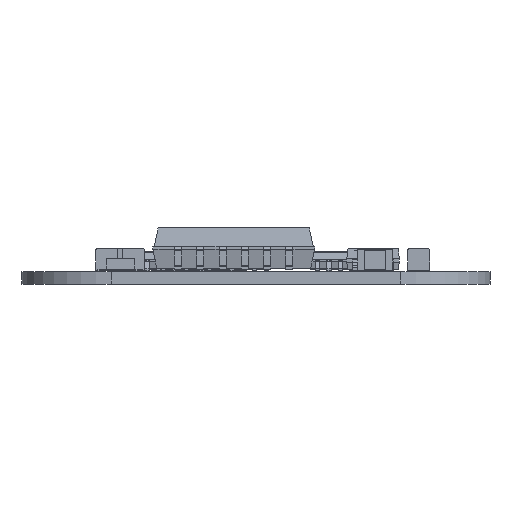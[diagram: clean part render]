
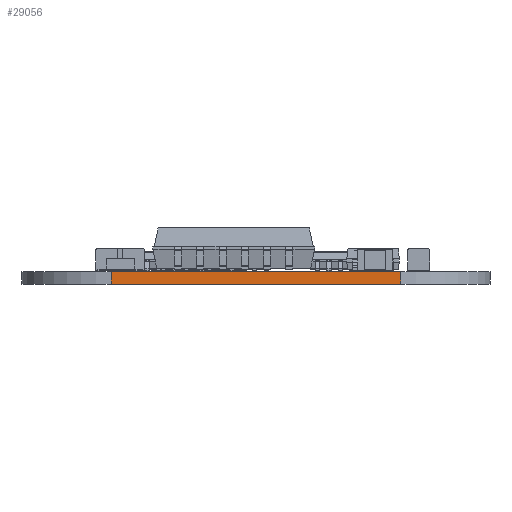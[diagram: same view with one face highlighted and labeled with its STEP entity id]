
A CAD part, front view. The second image highlights one B-rep face of the part: STEP entity #29056.
In plain terms, the highlighted planar face has unit normal (0, -1, 0).
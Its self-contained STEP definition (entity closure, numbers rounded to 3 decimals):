
#27960 = VERTEX_POINT('',#27961);
#27961 = CARTESIAN_POINT('',(3.175,-53.975,0.));
#27968 = EDGE_CURVE('',#27969,#27960,#27971,.T.);
#27969 = VERTEX_POINT('',#27970);
#27970 = CARTESIAN_POINT('',(19.685,-53.975,0.));
#27971 = LINE('',#27972,#27973);
#27972 = CARTESIAN_POINT('',(19.685,-53.975,0.));
#27973 = VECTOR('',#27974,1.);
#27974 = DIRECTION('',(-1.,0.,0.));
#28469 = VERTEX_POINT('',#28470);
#28470 = CARTESIAN_POINT('',(3.175,-53.975,0.7));
#28477 = EDGE_CURVE('',#28478,#28469,#28480,.T.);
#28478 = VERTEX_POINT('',#28479);
#28479 = CARTESIAN_POINT('',(19.685,-53.975,0.7));
#28480 = LINE('',#28481,#28482);
#28481 = CARTESIAN_POINT('',(19.685,-53.975,0.7));
#28482 = VECTOR('',#28483,1.);
#28483 = DIRECTION('',(-1.,0.,0.));
#29026 = EDGE_CURVE('',#27960,#28469,#29027,.T.);
#29027 = LINE('',#29028,#29029);
#29028 = CARTESIAN_POINT('',(3.175,-53.975,0.));
#29029 = VECTOR('',#29030,1.);
#29030 = DIRECTION('',(0.,0.,1.));
#29045 = EDGE_CURVE('',#27969,#28478,#29046,.T.);
#29046 = LINE('',#29047,#29048);
#29047 = CARTESIAN_POINT('',(19.685,-53.975,0.));
#29048 = VECTOR('',#29049,1.);
#29049 = DIRECTION('',(0.,0.,1.));
#29056 = ADVANCED_FACE('',(#29057),#29063,.T.);
#29057 = FACE_BOUND('',#29058,.T.);
#29058 = EDGE_LOOP('',(#29059,#29060,#29061,#29062));
#29059 = ORIENTED_EDGE('',*,*,#29045,.T.);
#29060 = ORIENTED_EDGE('',*,*,#28477,.T.);
#29061 = ORIENTED_EDGE('',*,*,#29026,.F.);
#29062 = ORIENTED_EDGE('',*,*,#27968,.F.);
#29063 = PLANE('',#29064);
#29064 = AXIS2_PLACEMENT_3D('',#29065,#29066,#29067);
#29065 = CARTESIAN_POINT('',(19.685,-53.975,0.));
#29066 = DIRECTION('',(0.,-1.,0.));
#29067 = DIRECTION('',(-1.,0.,0.));
